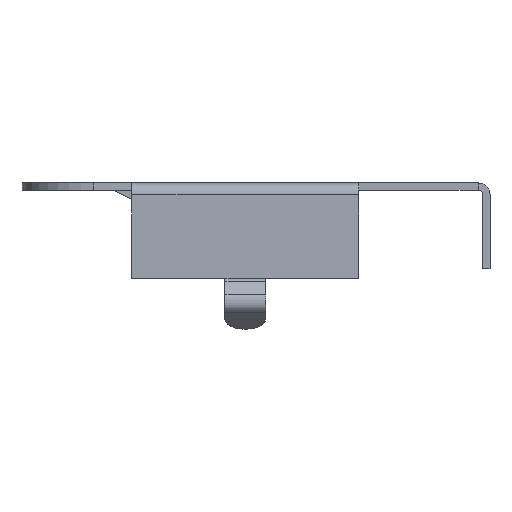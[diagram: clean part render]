
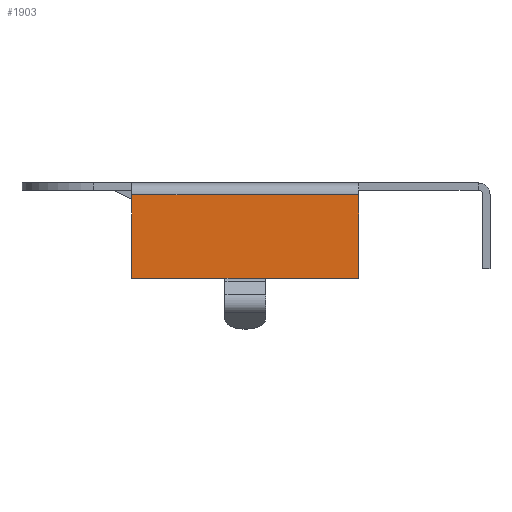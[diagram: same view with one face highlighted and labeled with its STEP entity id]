
A CAD part, left-side view. The second image highlights one B-rep face of the part: STEP entity #1903.
In plain terms, the highlighted face is planar.
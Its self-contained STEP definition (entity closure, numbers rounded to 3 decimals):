
#107=PLANE('',#2081);
#163=LINE('',#2826,#351);
#279=LINE('',#3155,#467);
#281=LINE('',#3159,#469);
#286=LINE('',#3168,#474);
#287=LINE('',#3171,#475);
#288=LINE('',#3172,#476);
#351=VECTOR('',#2212,1000.);
#467=VECTOR('',#2546,1000.);
#469=VECTOR('',#2550,1000.);
#474=VECTOR('',#2559,1000.);
#475=VECTOR('',#2560,1000.);
#476=VECTOR('',#2561,1000.);
#896=ORIENTED_EDGE('',*,*,#1299,.T.);
#897=ORIENTED_EDGE('',*,*,#1300,.T.);
#898=ORIENTED_EDGE('',*,*,#1125,.T.);
#899=ORIENTED_EDGE('',*,*,#1294,.T.);
#900=ORIENTED_EDGE('',*,*,#1292,.T.);
#901=ORIENTED_EDGE('',*,*,#1301,.T.);
#1125=EDGE_CURVE('',#1390,#1389,#163,.T.);
#1292=EDGE_CURVE('',#1494,#1493,#279,.T.);
#1294=EDGE_CURVE('',#1389,#1494,#281,.T.);
#1299=EDGE_CURVE('',#1497,#1498,#286,.T.);
#1300=EDGE_CURVE('',#1498,#1390,#287,.T.);
#1301=EDGE_CURVE('',#1493,#1497,#288,.T.);
#1389=VERTEX_POINT('',#2825);
#1390=VERTEX_POINT('',#2827);
#1493=VERTEX_POINT('',#3154);
#1494=VERTEX_POINT('',#3156);
#1497=VERTEX_POINT('',#3169);
#1498=VERTEX_POINT('',#3170);
#1652=EDGE_LOOP('',(#896,#897,#898,#899,#900,#901));
#1762=FACE_BOUND('',#1652,.T.);
#1903=ADVANCED_FACE('',(#1762),#107,.T.);
#2081=AXIS2_PLACEMENT_3D('',#3167,#2557,#2558);
#2212=DIRECTION('',(1.,0.,0.));
#2546=DIRECTION('',(0.,0.,1.));
#2550=DIRECTION('',(1.,0.,0.));
#2557=DIRECTION('',(0.,-1.,0.));
#2558=DIRECTION('',(0.,0.,-1.));
#2559=DIRECTION('',(0.,0.,-1.));
#2560=DIRECTION('',(1.,0.,0.));
#2561=DIRECTION('',(-1.,0.,0.));
#2825=CARTESIAN_POINT('',(0.85,-10.6,0.));
#2826=CARTESIAN_POINT('',(-0.85,-10.6,0.));
#2827=CARTESIAN_POINT('',(-0.85,-10.6,0.));
#3154=CARTESIAN_POINT('',(4.75,-10.6,3.5));
#3155=CARTESIAN_POINT('',(4.75,-10.6,3.735));
#3156=CARTESIAN_POINT('',(4.75,-10.6,0.));
#3159=CARTESIAN_POINT('',(-9.35,-10.6,0.));
#3167=CARTESIAN_POINT('',(4.75,-10.6,3.735));
#3168=CARTESIAN_POINT('',(-4.75,-10.6,29.148));
#3169=CARTESIAN_POINT('',(-4.75,-10.6,3.5));
#3170=CARTESIAN_POINT('',(-4.75,-10.6,0.));
#3171=CARTESIAN_POINT('',(-9.35,-10.6,0.));
#3172=CARTESIAN_POINT('',(4.75,-10.6,3.5));
